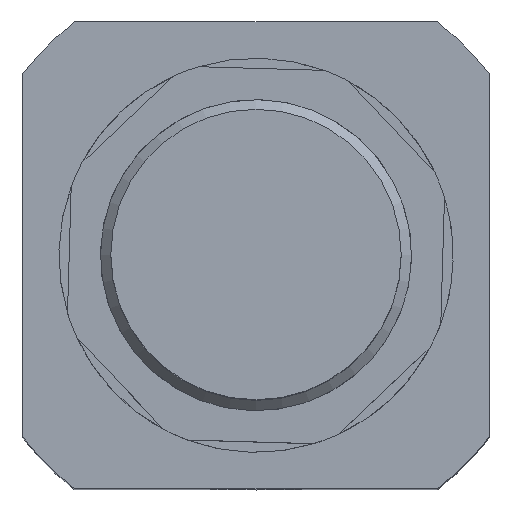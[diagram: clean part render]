
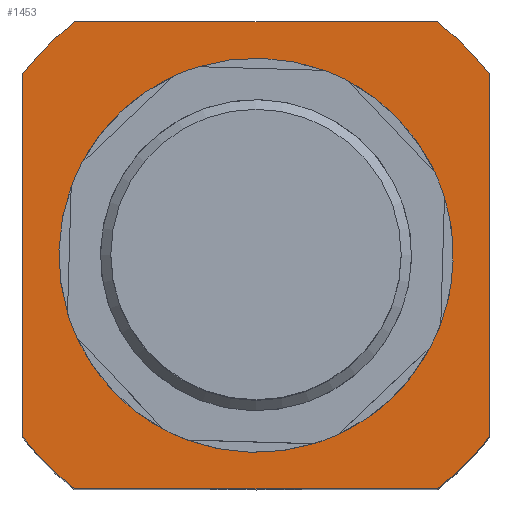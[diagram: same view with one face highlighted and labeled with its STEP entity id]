
A CAD part, top view. The second image highlights one B-rep face of the part: STEP entity #1453.
In plain terms, the highlighted planar face has unit normal (0, 0, 1).
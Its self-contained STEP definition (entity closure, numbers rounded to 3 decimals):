
#45=FACE_BOUND('',#262,.T.);
#98=PLANE('',#1700);
#168=FACE_OUTER_BOUND('',#261,.T.);
#261=EDGE_LOOP('',(#1133,#1134,#1135,#1136,#1137,#1138,#1139,#1140));
#262=EDGE_LOOP('',(#1141,#1142));
#316=LINE('',#2414,#397);
#319=LINE('',#2420,#400);
#330=LINE('',#2489,#411);
#332=LINE('',#2497,#413);
#397=VECTOR('',#1934,10.);
#400=VECTOR('',#1939,10.);
#411=VECTOR('',#2020,10.);
#413=VECTOR('',#2032,10.);
#512=CIRCLE('',#1660,28.5);
#513=CIRCLE('',#1662,28.5);
#516=CIRCLE('',#1666,15.);
#517=CIRCLE('',#1667,15.);
#534=CIRCLE('',#1695,28.5);
#535=CIRCLE('',#1697,28.5);
#625=VERTEX_POINT('',#2411);
#626=VERTEX_POINT('',#2413);
#627=VERTEX_POINT('',#2417);
#628=VERTEX_POINT('',#2419);
#629=VERTEX_POINT('',#2423);
#630=VERTEX_POINT('',#2427);
#631=VERTEX_POINT('',#2429);
#634=VERTEX_POINT('',#2437);
#635=VERTEX_POINT('',#2439);
#652=VERTEX_POINT('',#2493);
#789=EDGE_CURVE('',#625,#626,#316,.T.);
#792=EDGE_CURVE('',#627,#628,#319,.T.);
#795=EDGE_CURVE('',#629,#627,#512,.T.);
#797=EDGE_CURVE('',#630,#631,#513,.T.);
#802=EDGE_CURVE('',#635,#634,#516,.T.);
#803=EDGE_CURVE('',#634,#635,#517,.T.);
#825=EDGE_CURVE('',#631,#629,#330,.T.);
#826=EDGE_CURVE('',#628,#625,#534,.T.);
#827=EDGE_CURVE('',#626,#652,#535,.T.);
#829=EDGE_CURVE('',#652,#630,#332,.T.);
#1133=ORIENTED_EDGE('',*,*,#797,.F.);
#1134=ORIENTED_EDGE('',*,*,#829,.F.);
#1135=ORIENTED_EDGE('',*,*,#827,.F.);
#1136=ORIENTED_EDGE('',*,*,#789,.F.);
#1137=ORIENTED_EDGE('',*,*,#826,.F.);
#1138=ORIENTED_EDGE('',*,*,#792,.F.);
#1139=ORIENTED_EDGE('',*,*,#795,.F.);
#1140=ORIENTED_EDGE('',*,*,#825,.F.);
#1141=ORIENTED_EDGE('',*,*,#802,.T.);
#1142=ORIENTED_EDGE('',*,*,#803,.T.);
#1453=ADVANCED_FACE('',(#168,#45),#98,.T.);
#1660=AXIS2_PLACEMENT_3D('',#2425,#1944,#1945);
#1662=AXIS2_PLACEMENT_3D('',#2430,#1949,#1950);
#1666=AXIS2_PLACEMENT_3D('',#2440,#1959,#1960);
#1667=AXIS2_PLACEMENT_3D('',#2441,#1961,#1962);
#1695=AXIS2_PLACEMENT_3D('',#2491,#2023,#2024);
#1697=AXIS2_PLACEMENT_3D('',#2494,#2027,#2028);
#1700=AXIS2_PLACEMENT_3D('',#2499,#2035,#2036);
#1934=DIRECTION('',(0.,-1.,0.));
#1939=DIRECTION('',(1.,0.,0.));
#1944=DIRECTION('center_axis',(0.,0.,-1.));
#1945=DIRECTION('ref_axis',(-0.614,0.789,0.));
#1949=DIRECTION('center_axis',(0.,0.,-1.));
#1950=DIRECTION('ref_axis',(-0.789,-0.614,0.));
#1959=DIRECTION('center_axis',(0.,0.,-1.));
#1960=DIRECTION('ref_axis',(1.,0.,0.));
#1961=DIRECTION('center_axis',(0.,0.,-1.));
#1962=DIRECTION('ref_axis',(1.,0.,0.));
#2020=DIRECTION('',(0.,1.,0.));
#2023=DIRECTION('center_axis',(0.,0.,-1.));
#2024=DIRECTION('ref_axis',(0.789,0.614,0.));
#2027=DIRECTION('center_axis',(0.,0.,-1.));
#2028=DIRECTION('ref_axis',(0.614,-0.789,0.));
#2032=DIRECTION('',(-1.,0.,0.));
#2035=DIRECTION('center_axis',(0.,0.,1.));
#2036=DIRECTION('ref_axis',(1.,0.,0.));
#2411=CARTESIAN_POINT('',(22.5,17.493,67.));
#2413=CARTESIAN_POINT('',(22.5,-17.493,67.));
#2414=CARTESIAN_POINT('',(22.5,-17.493,67.));
#2417=CARTESIAN_POINT('',(-17.493,22.5,67.));
#2419=CARTESIAN_POINT('',(17.493,22.5,67.));
#2420=CARTESIAN_POINT('',(17.493,22.5,67.));
#2423=CARTESIAN_POINT('',(-22.5,17.493,67.));
#2425=CARTESIAN_POINT('Origin',(0.,0.,67.));
#2427=CARTESIAN_POINT('',(-17.493,-22.5,67.));
#2429=CARTESIAN_POINT('',(-22.5,-17.493,67.));
#2430=CARTESIAN_POINT('Origin',(0.,0.,67.));
#2437=CARTESIAN_POINT('',(-15.,0.,67.));
#2439=CARTESIAN_POINT('',(15.,0.,67.));
#2440=CARTESIAN_POINT('Origin',(0.,0.,67.));
#2441=CARTESIAN_POINT('Origin',(0.,0.,67.));
#2489=CARTESIAN_POINT('',(-22.5,17.493,67.));
#2491=CARTESIAN_POINT('Origin',(0.,0.,67.));
#2493=CARTESIAN_POINT('',(17.493,-22.5,67.));
#2494=CARTESIAN_POINT('Origin',(0.,0.,67.));
#2497=CARTESIAN_POINT('',(-17.493,-22.5,67.));
#2499=CARTESIAN_POINT('Origin',(0.,0.,
67.));
